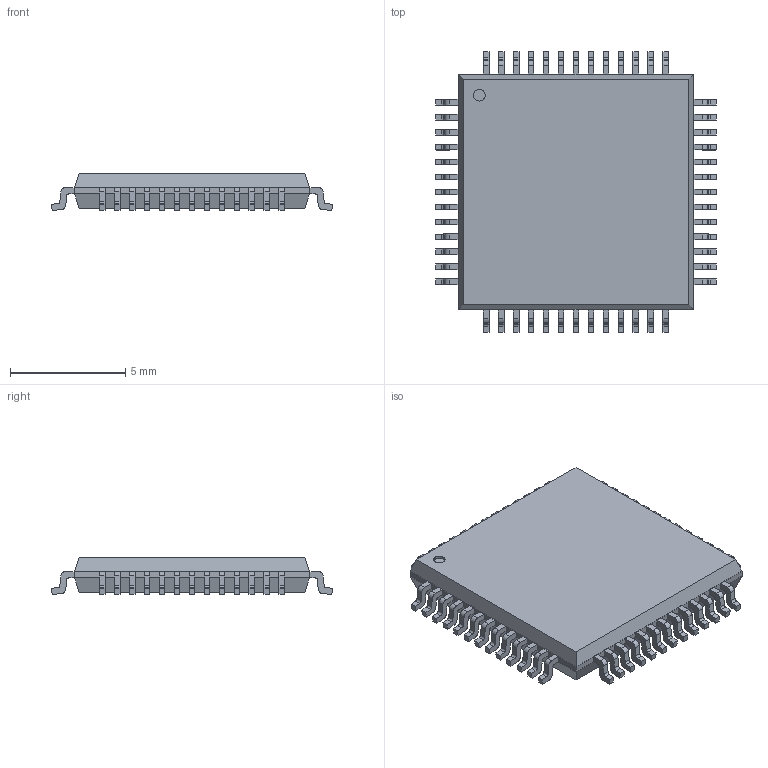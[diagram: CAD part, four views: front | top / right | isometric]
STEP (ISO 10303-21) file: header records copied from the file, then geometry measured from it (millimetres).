
FILE_DESCRIPTION(/* description */ (''),/* implementation_level */ '2;1');
FILE_NAME(/* name */ 'QFP65P1200X1200X160-52N.stp',/* time_stamp */ '2015-07-23T17:34:08+02:00',/* author */ ('bcivel'),/* organization */ (''),/* preprocessor_version */ 'ST-DEVELOPER v15.5',/* originating_system */ 'AutoCAD Mechanical',/* authorisation */ '');
FILE_SCHEMA (('AUTOMOTIVE_DESIGN { 1 0 10303 214 3 1 1 }'));
Length unit declared in the file: millimetre
Products named in the file (1): Product
Bounding box: 12.2 x 12.2 x 1.6 mm (x, y, z)
Volume: 156.7 mm3; surface area: 346.8 mm2
Topology: 53 solids, 53 shells, 744 faces, 1903 edges, 1266 vertices
Faces by surface type: plane 535, cylinder 209
Full cylindrical faces by diameter (mm): 0.5 x1
Entity records: 22423 total; most frequent: CARTESIAN_POINT 3913, DIRECTION 3810, ORIENTED_EDGE 3804, EDGE_CURVE 1902, LINE 1484, VECTOR 1484, VERTEX_POINT 1266, AXIS2_PLACEMENT_3D 1163
